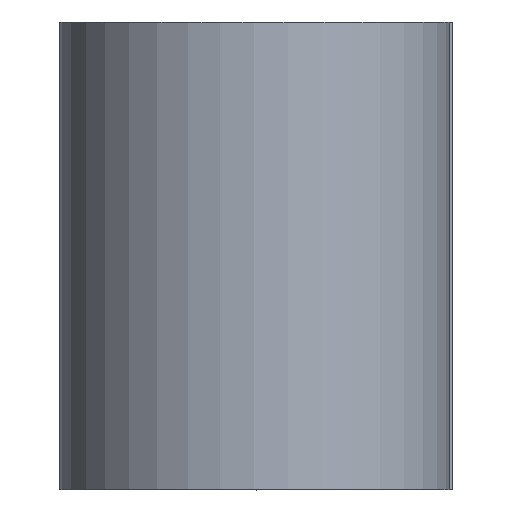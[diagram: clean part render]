
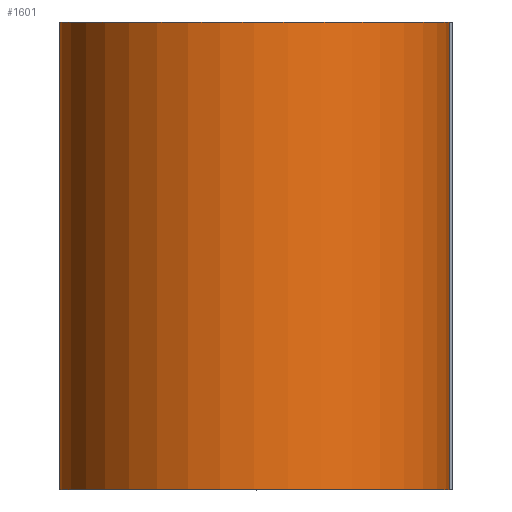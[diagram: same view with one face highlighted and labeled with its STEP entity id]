
A CAD part, top view. The second image highlights one B-rep face of the part: STEP entity #1601.
In plain terms, the highlighted cylindrical face has radius 6.255 mm (diameter 12.51 mm), a partial arc.
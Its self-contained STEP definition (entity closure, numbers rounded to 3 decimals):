
#101 = EDGE_CURVE ( 'NONE', #738, #4593, #1564, .T. ) ;
#381 = CARTESIAN_POINT ( 'NONE',  ( -6.31, 15., 0. ) ) ;
#402 = DIRECTION ( 'NONE',  ( 0., -1., 0. ) ) ;
#661 = AXIS2_PLACEMENT_3D ( 'NONE', #4606, #3528, #3574 ) ;
#738 = VERTEX_POINT ( 'NONE', #4598 ) ;
#785 = CARTESIAN_POINT ( 'NONE',  ( 6.2, 15., 0. ) ) ;
#989 = FACE_OUTER_BOUND ( 'NONE', #1126, .T. ) ;
#994 = ORIENTED_EDGE ( 'NONE', *, *, #1184, .F. ) ;
#1022 = DIRECTION ( 'NONE',  ( 0., -1., 0. ) ) ;
#1126 = EDGE_LOOP ( 'NONE', ( #994, #1887, #4109, #2535 ) ) ;
#1184 = EDGE_CURVE ( 'NONE', #4593, #4478, #1206, .T. ) ;
#1206 = CIRCLE ( 'NONE', #2639, 6.255 ) ;
#1301 = DIRECTION ( 'NONE',  ( 0., -1., 0. ) ) ;
#1310 = DIRECTION ( 'NONE',  ( 1., 0., 0. ) ) ;
#1398 = VECTOR ( 'NONE', #1495, 1000. ) ;
#1495 = DIRECTION ( 'NONE',  ( 0., -1., 0. ) ) ;
#1564 = LINE ( 'NONE', #785, #1398 ) ;
#1601 = ADVANCED_FACE ( 'NONE', ( #989 ), #4238, .T. ) ;
#1835 = CARTESIAN_POINT ( 'NONE',  ( 6.2, 0., 0. ) ) ;
#1850 = EDGE_CURVE ( 'NONE', #738, #2862, #2554, .T. ) ;
#1861 = CARTESIAN_POINT ( 'NONE',  ( -6.31, 0., 0. ) ) ;
#1887 = ORIENTED_EDGE ( 'NONE', *, *, #101, .F. ) ;
#2535 = ORIENTED_EDGE ( 'NONE', *, *, #3306, .T. ) ;
#2554 = CIRCLE ( 'NONE', #661, 6.255 ) ;
#2611 = LINE ( 'NONE', #381, #4182 ) ;
#2639 = AXIS2_PLACEMENT_3D ( 'NONE', #3165, #1022, #1310 ) ;
#2862 = VERTEX_POINT ( 'NONE', #2935 ) ;
#2920 = AXIS2_PLACEMENT_3D ( 'NONE', #3438, #1301, #4590 ) ;
#2935 = CARTESIAN_POINT ( 'NONE',  ( -6.31, 15., 0. ) ) ;
#3165 = CARTESIAN_POINT ( 'NONE',  ( -0.055, 0., 0. ) ) ;
#3306 = EDGE_CURVE ( 'NONE', #2862, #4478, #2611, .T. ) ;
#3438 = CARTESIAN_POINT ( 'NONE',  ( -0.055, 15., 0. ) ) ;
#3528 = DIRECTION ( 'NONE',  ( 0., -1., 0. ) ) ;
#3574 = DIRECTION ( 'NONE',  ( 1., 0., 0. ) ) ;
#4109 = ORIENTED_EDGE ( 'NONE', *, *, #1850, .T. ) ;
#4182 = VECTOR ( 'NONE', #402, 1000. ) ;
#4238 = CYLINDRICAL_SURFACE ( 'NONE', #2920, 6.255 ) ;
#4478 = VERTEX_POINT ( 'NONE', #1861 ) ;
#4590 = DIRECTION ( 'NONE',  ( 0., 0., -1. ) ) ;
#4593 = VERTEX_POINT ( 'NONE', #1835 ) ;
#4598 = CARTESIAN_POINT ( 'NONE',  ( 6.2, 15., 0. ) ) ;
#4606 = CARTESIAN_POINT ( 'NONE',  ( -0.055, 15., 0. ) ) ;
